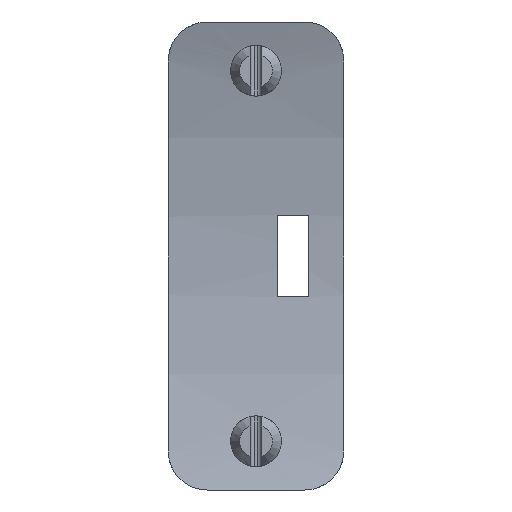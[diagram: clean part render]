
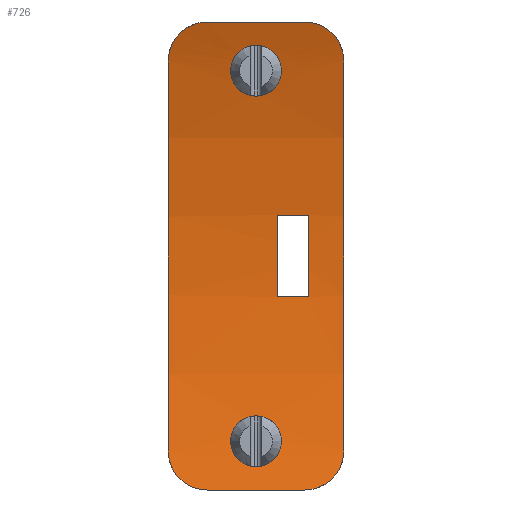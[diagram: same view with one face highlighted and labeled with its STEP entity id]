
A CAD part, front view. The second image highlights one B-rep face of the part: STEP entity #726.
In plain terms, the highlighted cylindrical face has radius 40 mm (diameter 80 mm), a partial arc.
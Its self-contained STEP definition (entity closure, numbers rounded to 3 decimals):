
#34=CYLINDRICAL_SURFACE('',#805,40.);
#64=B_SPLINE_CURVE_WITH_KNOTS('',3,(#1201,#1202,#1203,#1204,#1205),
 .UNSPECIFIED.,.F.,.F.,(4,1,4),(0.,0.002,
0.003),.UNSPECIFIED.);
#65=B_SPLINE_CURVE_WITH_KNOTS('',3,(#1210,#1211,#1212,#1213,#1214),
 .UNSPECIFIED.,.F.,.F.,(4,1,4),(0.,0.002,0.003),
 .UNSPECIFIED.);
#66=B_SPLINE_CURVE_WITH_KNOTS('',3,(#1218,#1219,#1220,#1221,#1222),
 .UNSPECIFIED.,.F.,.F.,(4,1,4),(0.,0.002,0.003),
 .UNSPECIFIED.);
#67=B_SPLINE_CURVE_WITH_KNOTS('',3,(#1226,#1227,#1228,#1229,#1230),
 .UNSPECIFIED.,.F.,.F.,(4,1,4),(0.,0.002,0.003),
 .UNSPECIFIED.);
#68=B_SPLINE_CURVE_WITH_KNOTS('',3,(#1241,#1242,#1243,#1244,#1245,#1246,
#1247,#1248,#1249,#1250,#1251),.UNSPECIFIED.,.T.,.F.,(1,1,1,1,1,1,1,1,1,
1,1,1,1,1,1),(-0.003,-0.002,-0.001,
0.,0.001,0.002,0.003,0.004,
0.005,0.006,0.006,0.007,
0.008,0.009,0.01),.UNSPECIFIED.);
#69=B_SPLINE_CURVE_WITH_KNOTS('',3,(#1253,#1254,#1255,#1256,#1257,#1258,
#1259,#1260,#1261,#1262,#1263),.UNSPECIFIED.,.T.,.F.,(1,1,1,1,1,1,1,1,1,
1,1,1,1,1,1),(-0.003,-0.002,-0.001,
0.,0.001,0.002,0.003,0.004,
0.005,0.006,0.006,0.007,
0.008,0.009,0.01),
 .UNSPECIFIED.);
#98=CIRCLE('',#806,40.);
#99=CIRCLE('',#807,40.);
#100=CIRCLE('',#808,40.);
#101=CIRCLE('',#809,40.);
#162=ORIENTED_EDGE('',*,*,#370,.F.);
#163=ORIENTED_EDGE('',*,*,#371,.F.);
#164=ORIENTED_EDGE('',*,*,#372,.F.);
#165=ORIENTED_EDGE('',*,*,#373,.T.);
#166=ORIENTED_EDGE('',*,*,#374,.F.);
#167=ORIENTED_EDGE('',*,*,#375,.T.);
#168=ORIENTED_EDGE('',*,*,#376,.F.);
#169=ORIENTED_EDGE('',*,*,#377,.F.);
#170=ORIENTED_EDGE('',*,*,#378,.T.);
#171=ORIENTED_EDGE('',*,*,#379,.T.);
#172=ORIENTED_EDGE('',*,*,#380,.T.);
#173=ORIENTED_EDGE('',*,*,#381,.T.);
#174=ORIENTED_EDGE('',*,*,#382,.T.);
#175=ORIENTED_EDGE('',*,*,#383,.T.);
#370=EDGE_CURVE('',#470,#471,#64,.T.);
#371=EDGE_CURVE('',#472,#470,#514,.T.);
#372=EDGE_CURVE('',#473,#472,#65,.T.);
#373=EDGE_CURVE('',#473,#474,#98,.T.);
#374=EDGE_CURVE('',#475,#474,#66,.T.);
#375=EDGE_CURVE('',#475,#476,#515,.T.);
#376=EDGE_CURVE('',#477,#476,#67,.T.);
#377=EDGE_CURVE('',#471,#477,#99,.T.);
#378=EDGE_CURVE('',#478,#479,#516,.T.);
#379=EDGE_CURVE('',#479,#480,#100,.T.);
#380=EDGE_CURVE('',#480,#481,#517,.F.);
#381=EDGE_CURVE('',#481,#478,#101,.T.);
#382=EDGE_CURVE('',#482,#482,#68,.T.);
#383=EDGE_CURVE('',#483,#483,#69,.T.);
#470=VERTEX_POINT('',#1206);
#471=VERTEX_POINT('',#1207);
#472=VERTEX_POINT('',#1209);
#473=VERTEX_POINT('',#1215);
#474=VERTEX_POINT('',#1217);
#475=VERTEX_POINT('',#1223);
#476=VERTEX_POINT('',#1225);
#477=VERTEX_POINT('',#1231);
#478=VERTEX_POINT('',#1234);
#479=VERTEX_POINT('',#1235);
#480=VERTEX_POINT('',#1237);
#481=VERTEX_POINT('',#1239);
#482=VERTEX_POINT('',#1252);
#483=VERTEX_POINT('',#1264);
#514=LINE('',#1208,#552);
#515=LINE('',#1224,#553);
#516=LINE('',#1233,#554);
#517=LINE('',#1238,#555);
#552=VECTOR('',#929,1000.);
#553=VECTOR('',#932,1000.);
#554=VECTOR('',#935,1000.);
#555=VECTOR('',#938,1000.);
#598=EDGE_LOOP('',(#162,#163,#164,#165,#166,#167,#168,#169));
#599=EDGE_LOOP('',(#170,#171,#172,#173));
#600=EDGE_LOOP('',(#174));
#601=EDGE_LOOP('',(#175));
#652=FACE_BOUND('',#598,.T.);
#653=FACE_BOUND('',#599,.T.);
#654=FACE_BOUND('',#600,.T.);
#655=FACE_BOUND('',#601,.T.);
#726=ADVANCED_FACE('',(#652,#653,#654,#655),#34,.F.);
#805=AXIS2_PLACEMENT_3D('',#1200,#927,#928);
#806=AXIS2_PLACEMENT_3D('',#1216,#930,#931);
#807=AXIS2_PLACEMENT_3D('',#1232,#933,#934);
#808=AXIS2_PLACEMENT_3D('',#1236,#936,#937);
#809=AXIS2_PLACEMENT_3D('',#1240,#939,#940);
#927=DIRECTION('',(-1.,0.,0.));
#928=DIRECTION('',(0.,0.,1.));
#929=DIRECTION('',(-1.,0.,0.));
#930=DIRECTION('',(1.,0.,0.));
#931=DIRECTION('',(0.,0.,-1.));
#932=DIRECTION('',(-1.,0.,0.));
#933=DIRECTION('',(1.,0.,0.));
#934=DIRECTION('',(0.,0.,-1.));
#935=DIRECTION('',(-1.,0.,0.));
#936=DIRECTION('',(1.,0.,0.));
#937=DIRECTION('',(0.,0.,-1.));
#938=DIRECTION('',(-1.,0.,0.));
#939=DIRECTION('',(-1.,0.,0.));
#940=DIRECTION('',(0.,0.,1.));
#1200=CARTESIAN_POINT('',(4.5,-35.25,0.));
#1201=CARTESIAN_POINT('',(-2.5,2.908,-12.));
#1202=CARTESIAN_POINT('',(-3.039,2.908,-12.));
#1203=CARTESIAN_POINT('',(-4.083,3.054,-11.544));
#1204=CARTESIAN_POINT('',(-4.5,3.345,-10.521));
#1205=CARTESIAN_POINT('',(-4.5,3.48,-10.));
#1206=CARTESIAN_POINT('',(-2.5,2.908,-12.));
#1207=CARTESIAN_POINT('',(-4.5,3.48,-10.));
#1208=CARTESIAN_POINT('',(4.5,2.908,-12.));
#1209=CARTESIAN_POINT('',(2.5,2.908,-12.));
#1210=CARTESIAN_POINT('',(4.5,3.48,-10.));
#1211=CARTESIAN_POINT('',(4.5,3.345,-10.521));
#1212=CARTESIAN_POINT('',(4.084,3.055,-11.542));
#1213=CARTESIAN_POINT('',(3.039,2.908,-12.));
#1214=CARTESIAN_POINT('',(2.5,2.908,-12.));
#1215=CARTESIAN_POINT('',(4.5,3.48,-10.));
#1216=CARTESIAN_POINT('',(4.5,-35.25,0.));
#1217=CARTESIAN_POINT('',(4.5,3.48,10.));
#1218=CARTESIAN_POINT('',(2.5,2.908,12.));
#1219=CARTESIAN_POINT('',(3.039,2.908,12.));
#1220=CARTESIAN_POINT('',(4.083,3.054,11.544));
#1221=CARTESIAN_POINT('',(4.5,3.345,10.521));
#1222=CARTESIAN_POINT('',(4.5,3.48,10.));
#1223=CARTESIAN_POINT('',(2.5,2.908,12.));
#1224=CARTESIAN_POINT('',(4.5,2.908,12.));
#1225=CARTESIAN_POINT('',(-2.5,2.908,12.));
#1226=CARTESIAN_POINT('',(-4.5,3.48,10.));
#1227=CARTESIAN_POINT('',(-4.5,3.345,10.521));
#1228=CARTESIAN_POINT('',(-4.084,3.055,11.542));
#1229=CARTESIAN_POINT('',(-3.039,2.908,12.));
#1230=CARTESIAN_POINT('',(-2.5,2.908,12.));
#1231=CARTESIAN_POINT('',(-4.5,3.48,10.));
#1232=CARTESIAN_POINT('',(-4.5,-35.25,0.));
#1233=CARTESIAN_POINT('',(4.5,4.695,-2.1));
#1234=CARTESIAN_POINT('',(2.7,4.695,-2.1));
#1235=CARTESIAN_POINT('',(1.1,4.695,-2.1));
#1236=CARTESIAN_POINT('',(1.1,-35.25,0.));
#1237=CARTESIAN_POINT('',(1.1,4.695,2.1));
#1238=CARTESIAN_POINT('',(4.5,4.695,2.1));
#1239=CARTESIAN_POINT('',(2.7,4.695,2.1));
#1240=CARTESIAN_POINT('',(2.7,-35.25,0.));
#1241=CARTESIAN_POINT('',(-0.921,3.816,-8.602));
#1242=CARTESIAN_POINT('',(0.,3.898,-8.209));
#1243=CARTESIAN_POINT('',(0.921,3.816,-8.602));
#1244=CARTESIAN_POINT('',(1.28,3.609,-9.504));
#1245=CARTESIAN_POINT('',(0.919,3.377,-10.398));
#1246=CARTESIAN_POINT('',(0.001,3.267,-10.79));
#1247=CARTESIAN_POINT('',(-0.917,3.377,-10.4));
#1248=CARTESIAN_POINT('',(-1.28,3.609,-9.505));
#1249=CARTESIAN_POINT('',(-0.921,3.816,-8.602));
#1250=CARTESIAN_POINT('',(0.,3.898,-8.209));
#1251=CARTESIAN_POINT('',(0.921,3.816,-8.602));
#1252=CARTESIAN_POINT('',(0.,3.871,-8.34));
#1253=CARTESIAN_POINT('',(-0.919,3.377,10.398));
#1254=CARTESIAN_POINT('',(0.,3.267,10.791));
#1255=CARTESIAN_POINT('',(0.918,3.377,10.398));
#1256=CARTESIAN_POINT('',(1.28,3.609,9.505));
#1257=CARTESIAN_POINT('',(0.921,3.816,8.602));
#1258=CARTESIAN_POINT('',(0.,3.898,8.209));
#1259=CARTESIAN_POINT('',(-0.919,3.817,8.6));
#1260=CARTESIAN_POINT('',(-1.28,3.609,9.504));
#1261=CARTESIAN_POINT('',(-0.919,3.377,10.398));
#1262=CARTESIAN_POINT('',(0.,3.267,10.791));
#1263=CARTESIAN_POINT('',(0.918,3.377,10.398));
#1264=CARTESIAN_POINT('',(0.,3.303,10.66));
